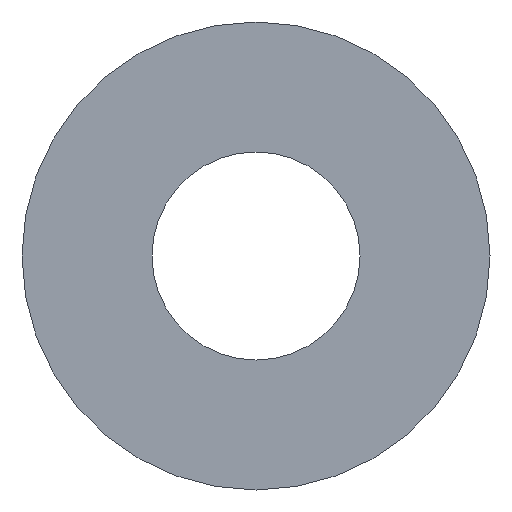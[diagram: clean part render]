
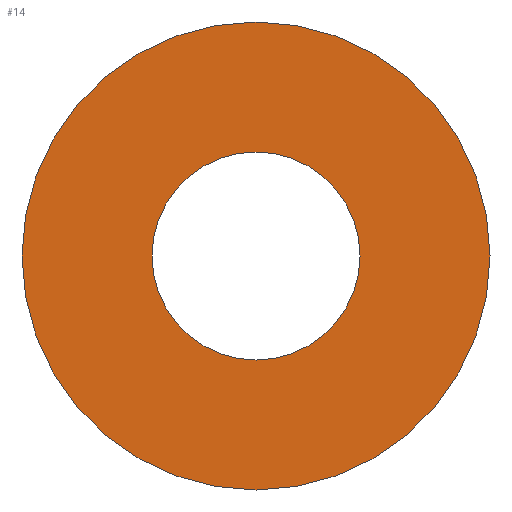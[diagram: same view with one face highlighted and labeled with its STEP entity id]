
A CAD part, front view. The second image highlights one B-rep face of the part: STEP entity #14.
In plain terms, the highlighted planar face has unit normal (0, -1, 0).
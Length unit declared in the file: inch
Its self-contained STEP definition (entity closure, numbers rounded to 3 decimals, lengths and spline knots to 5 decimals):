
#4 = CIRCLE ( 'NONE', #187, 0.5625 ) ;
#8 = CIRCLE ( 'NONE', #207, 0.5625 ) ;
#14 = ADVANCED_FACE ( 'NONE', ( #141, #139 ), #62, .F. ) ;
#24 = EDGE_LOOP ( 'NONE', ( #151, #150 ) ) ;
#26 = EDGE_LOOP ( 'NONE', ( #148, #149 ) ) ;
#34 = CIRCLE ( 'NONE', #188, 0.25 ) ;
#42 = CARTESIAN_POINT ( 'NONE',  ( 0., 0., 0. ) ) ;
#43 = CARTESIAN_POINT ( 'NONE',  ( 0., 0., 0. ) ) ;
#46 = DIRECTION ( 'NONE',  ( 0., 0., 1. ) ) ;
#47 = CARTESIAN_POINT ( 'NONE',  ( 0., 0., 0. ) ) ;
#57 = VERTEX_POINT ( 'NONE', #68 ) ;
#62 = PLANE ( 'NONE',  #182 ) ;
#63 = CARTESIAN_POINT ( 'NONE',  ( 0., 0., -0.25 ) ) ;
#64 = DIRECTION ( 'NONE',  ( 0., 1., 0. ) ) ;
#65 = DIRECTION ( 'NONE',  ( 0., 0., 1. ) ) ;
#68 = CARTESIAN_POINT ( 'NONE',  ( 0., 0., -0.5625 ) ) ;
#70 = CARTESIAN_POINT ( 'NONE',  ( 0., 0., 0.25 ) ) ;
#74 = CARTESIAN_POINT ( 'NONE',  ( 0., 0., 0. ) ) ;
#84 = VERTEX_POINT ( 'NONE', #63 ) ;
#85 = CARTESIAN_POINT ( 'NONE',  ( 0., 0., 0.5625 ) ) ;
#86 = VERTEX_POINT ( 'NONE', #70 ) ;
#87 = VERTEX_POINT ( 'NONE', #85 ) ;
#105 = DIRECTION ( 'NONE',  ( 0., 1., 0. ) ) ;
#106 = DIRECTION ( 'NONE',  ( 0., 0., 1. ) ) ;
#121 = DIRECTION ( 'NONE',  ( 0., 0., 1. ) ) ;
#122 = DIRECTION ( 'NONE',  ( 0., 1., 0. ) ) ;
#123 = CARTESIAN_POINT ( 'NONE',  ( 0., 0., 0. ) ) ;
#124 = DIRECTION ( 'NONE',  ( 0., 0., 1. ) ) ;
#125 = DIRECTION ( 'NONE',  ( 0., 1., 0. ) ) ;
#132 = DIRECTION ( 'NONE',  ( 0., 1., 0. ) ) ;
#139 = FACE_OUTER_BOUND ( 'NONE', #24, .T. ) ;
#141 = FACE_BOUND ( 'NONE', #26, .T. ) ;
#148 = ORIENTED_EDGE ( 'NONE', *, *, #209, .T. ) ;
#149 = ORIENTED_EDGE ( 'NONE', *, *, #206, .T. ) ;
#150 = ORIENTED_EDGE ( 'NONE', *, *, #201, .F. ) ;
#151 = ORIENTED_EDGE ( 'NONE', *, *, #202, .F. ) ;
#174 = CIRCLE ( 'NONE', #204, 0.25 ) ;
#182 = AXIS2_PLACEMENT_3D ( 'NONE', #47, #64, #65 ) ;
#187 = AXIS2_PLACEMENT_3D ( 'NONE', #43, #132, #46 ) ;
#188 = AXIS2_PLACEMENT_3D ( 'NONE', #123, #122, #121 ) ;
#201 = EDGE_CURVE ( 'NONE', #87, #57, #4, .T. ) ;
#202 = EDGE_CURVE ( 'NONE', #57, #87, #8, .T. ) ;
#204 = AXIS2_PLACEMENT_3D ( 'NONE', #42, #125, #124 ) ;
#206 = EDGE_CURVE ( 'NONE', #84, #86, #174, .T. ) ;
#207 = AXIS2_PLACEMENT_3D ( 'NONE', #74, #105, #106 ) ;
#209 = EDGE_CURVE ( 'NONE', #86, #84, #34, .T. ) ;
